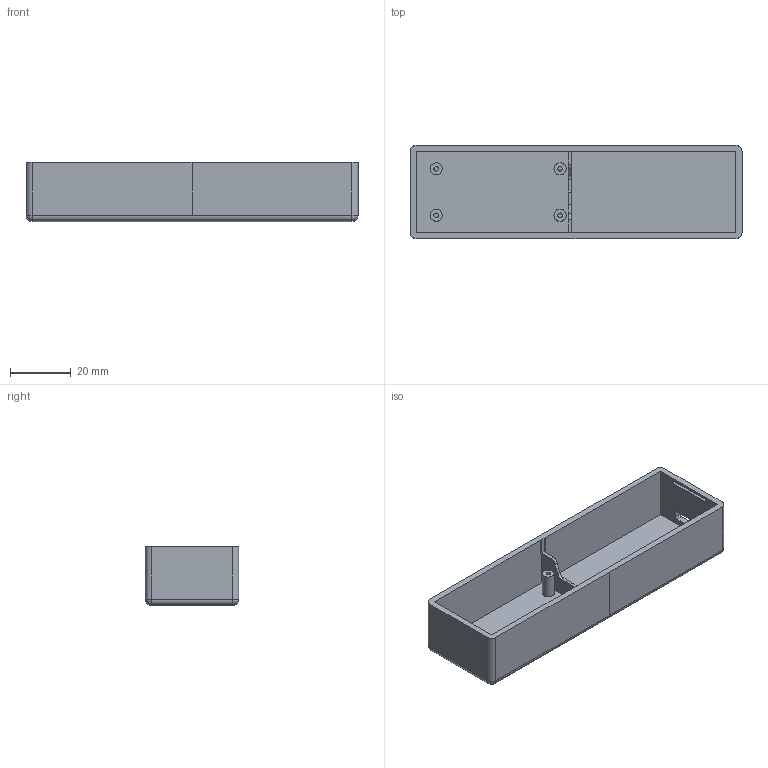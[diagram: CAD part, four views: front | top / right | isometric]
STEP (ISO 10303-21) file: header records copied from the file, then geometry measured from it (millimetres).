
FILE_DESCRIPTION(('FreeCAD Model'),'2;1');
FILE_NAME('Open CASCADE Shape Model','2024-05-17T17:10:54',(''),(''), 'Open CASCADE STEP processor 7.7','FreeCAD','Unknown');
FILE_SCHEMA(('AUTOMOTIVE_DESIGN { 1 0 10303 214 1 1 1 1 }'));
Length unit declared in the file: millimetre
Products named in the file (1): transmitter_box
Bounding box: 109 x 30.7 x 19.4 mm (x, y, z)
Volume: 16340.2 mm3; surface area: 17453.8 mm2
Topology: 1 solids, 1 shells, 92 faces, 219 edges, 135 vertices
Faces by surface type: plane 60, cylinder 28, sphere 4
Full cylindrical faces by diameter (mm): 1.5 x4, 4 x4
Entity records: 5444 total; most frequent: CARTESIAN_POINT 933, DIRECTION 873, LINE 557, VECTOR 557, ORIENTED_EDGE 430, PCURVE 430, DEFINITIONAL_REPRESENTATION 430, EDGE_CURVE 215
